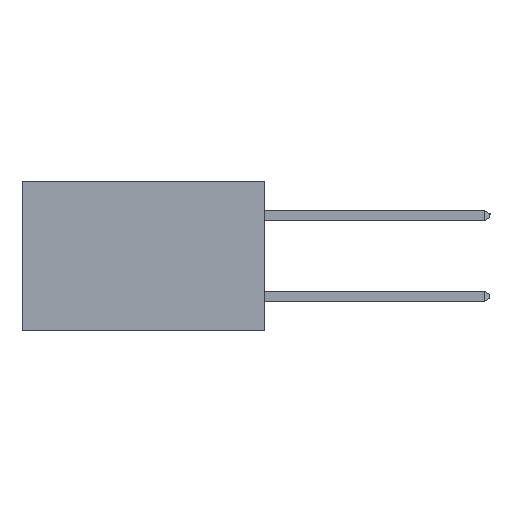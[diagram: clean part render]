
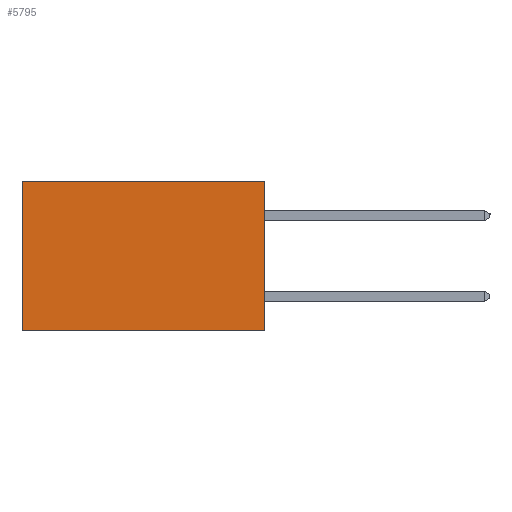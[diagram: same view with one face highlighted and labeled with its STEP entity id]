
A CAD part, left-side view. The second image highlights one B-rep face of the part: STEP entity #5795.
In plain terms, the highlighted planar face has unit normal (-1, 0, 0).
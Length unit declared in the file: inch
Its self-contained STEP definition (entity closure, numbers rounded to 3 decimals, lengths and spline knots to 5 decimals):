
#1119 = DIRECTION ( 'NONE',  ( 1., 0., 0. ) ) ;
#2009 = ORIENTED_EDGE ( 'NONE', *, *, #9617, .F. ) ;
#2367 = EDGE_CURVE ( 'NONE', #3137, #12577, #13186, .T. ) ;
#3137 = VERTEX_POINT ( 'NONE', #15556 ) ;
#3683 = DIRECTION ( 'NONE',  ( 0., 0., -1. ) ) ;
#4005 = VERTEX_POINT ( 'NONE', #8800 ) ;
#4320 = VERTEX_POINT ( 'NONE', #8389 ) ;
#4672 = ORIENTED_EDGE ( 'NONE', *, *, #14892, .T. ) ;
#4707 = AXIS2_PLACEMENT_3D ( 'NONE', #12034, #1119, #15606 ) ;
#4776 = CARTESIAN_POINT ( 'NONE',  ( 0.2615, 0.6, 0. ) ) ;
#5036 = VECTOR ( 'NONE', #5142, 39.37008 ) ;
#5142 = DIRECTION ( 'NONE',  ( 0., 1., 0. ) ) ;
#5644 = EDGE_LOOP ( 'NONE', ( #4672, #14678, #2009, #15063 ) ) ;
#5795 = ADVANCED_FACE ( 'NONE', ( #11873 ), #7034, .F. ) ;
#6188 = CARTESIAN_POINT ( 'NONE',  ( 0.2615, 0., -0.37 ) ) ;
#6263 = LINE ( 'NONE', #6188, #5036 ) ;
#6581 = CARTESIAN_POINT ( 'NONE',  ( 0.2615, 0.6, -0.37 ) ) ;
#7034 = PLANE ( 'NONE',  #4707 ) ;
#7046 = DIRECTION ( 'NONE',  ( 0., 1., 0. ) ) ;
#7703 = EDGE_CURVE ( 'NONE', #4005, #4320, #6263, .T. ) ;
#7862 = CARTESIAN_POINT ( 'NONE',  ( 0.2615, 0., -0.37 ) ) ;
#7912 = VECTOR ( 'NONE', #11511, 39.37008 ) ;
#7947 = CARTESIAN_POINT ( 'NONE',  ( 0.2615, 0., 0. ) ) ;
#8389 = CARTESIAN_POINT ( 'NONE',  ( 0.2615, 0.6, -0.37 ) ) ;
#8800 = CARTESIAN_POINT ( 'NONE',  ( 0.2615, 0., -0.37 ) ) ;
#9025 = LINE ( 'NONE', #6581, #7912 ) ;
#9617 = EDGE_CURVE ( 'NONE', #3137, #4005, #12799, .T. ) ;
#9618 = VECTOR ( 'NONE', #7046, 39.37008 ) ;
#11511 = DIRECTION ( 'NONE',  ( 0., 0., -1. ) ) ;
#11873 = FACE_OUTER_BOUND ( 'NONE', #5644, .T. ) ;
#12034 = CARTESIAN_POINT ( 'NONE',  ( 0.2615, 0., -0.37 ) ) ;
#12577 = VERTEX_POINT ( 'NONE', #4776 ) ;
#12799 = LINE ( 'NONE', #7862, #13747 ) ;
#13186 = LINE ( 'NONE', #7947, #9618 ) ;
#13747 = VECTOR ( 'NONE', #3683, 39.37008 ) ;
#14678 = ORIENTED_EDGE ( 'NONE', *, *, #7703, .F. ) ;
#14892 = EDGE_CURVE ( 'NONE', #12577, #4320, #9025, .T. ) ;
#15063 = ORIENTED_EDGE ( 'NONE', *, *, #2367, .T. ) ;
#15556 = CARTESIAN_POINT ( 'NONE',  ( 0.2615, 0., 0. ) ) ;
#15606 = DIRECTION ( 'NONE',  ( 0., 0., -1. ) ) ;
